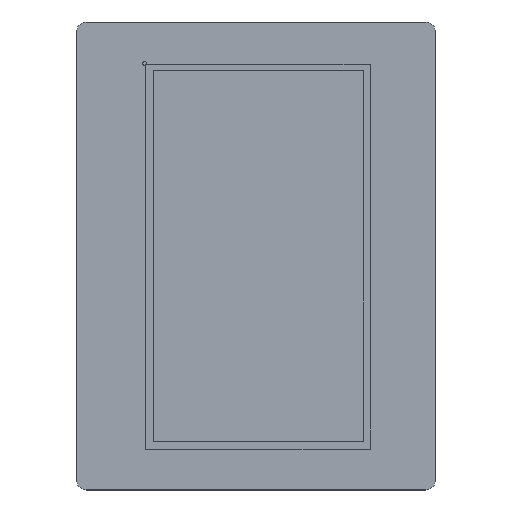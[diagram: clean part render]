
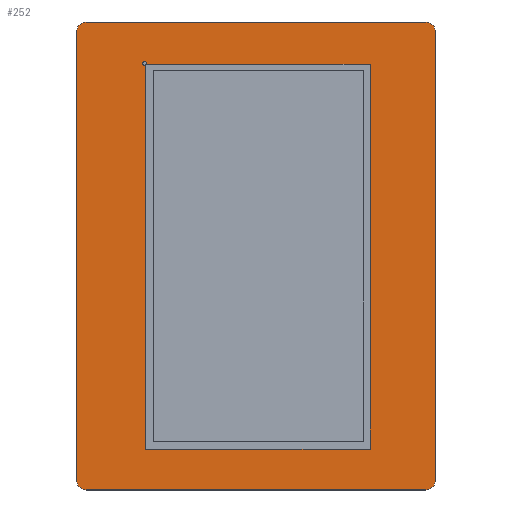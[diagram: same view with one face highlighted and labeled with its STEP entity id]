
A CAD part, top view. The second image highlights one B-rep face of the part: STEP entity #252.
In plain terms, the highlighted planar face has unit normal (0, 0, 1).
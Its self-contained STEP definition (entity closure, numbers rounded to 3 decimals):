
#12=DIRECTION('',(0.,0.,1.));
#26=VECTOR('',#27,1.);
#27=DIRECTION('',(0.,1.,0.));
#33=VECTOR('',#34,1.);
#34=DIRECTION('',(1.,0.,0.));
#62=DIRECTION('',(0.,-1.,0.));
#154=VERTEX_POINT('',#155);
#155=CARTESIAN_POINT('',(-4.,-98.,10.55));
#158=ORIENTED_EDGE('',*,*,#159,.T.);
#159=EDGE_CURVE('',#154,#160,#162,.T.);
#160=VERTEX_POINT('',#161);
#161=CARTESIAN_POINT('',(-4.,0.5,10.55));
#162=LINE('',#163,#26);
#163=CARTESIAN_POINT('',(-4.,-103.25,10.55));
#175=VERTEX_POINT('',#176);
#176=CARTESIAN_POINT('',(53.5,-98.,10.55));
#179=ORIENTED_EDGE('',*,*,#180,.T.);
#180=EDGE_CURVE('',#175,#154,#181,.T.);
#181=LINE('',#182,#183);
#182=CARTESIAN_POINT('',(-12.875,-98.,10.55));
#183=VECTOR('',#184,1.);
#184=DIRECTION('',(-1.,0.,0.));
#201=EDGE_CURVE('',#175,#202,#204,.T.);
#202=VERTEX_POINT('',#203);
#203=CARTESIAN_POINT('',(53.5,0.7,10.55));
#204=LINE('',#205,#26);
#205=CARTESIAN_POINT('',(53.5,-103.25,10.55));
#217=EDGE_CURVE('',#202,#218,#220,.T.);
#218=VERTEX_POINT('',#219);
#219=CARTESIAN_POINT('',(-3.842,0.7,10.55));
#220=LINE('',#221,#183);
#221=CARTESIAN_POINT('',(-12.875,0.7,10.55));
#240=VERTEX_POINT('',#241);
#241=CARTESIAN_POINT('',(-3.8,0.9,10.55));
#245=EDGE_CURVE('',#240,#160,#246,.T.);
#246=CIRCLE('',#247,0.5);
#247=AXIS2_PLACEMENT_3D('',#248,#12,#34);
#248=CARTESIAN_POINT('',(-4.3,0.9,10.55));
#252=ADVANCED_FACE('',(#253,#308),#315,.T.);
#253=FACE_BOUND('',#254,.T.);
#254=EDGE_LOOP('',(#255,#263,#271,#277,#285,#291,#298,#303));
#255=ORIENTED_EDGE('',*,*,#256,.T.);
#256=EDGE_CURVE('',#257,#259,#261,.T.);
#257=VERTEX_POINT('',#258);
#258=CARTESIAN_POINT('',(70.25,-106.,10.55));
#259=VERTEX_POINT('',#260);
#260=CARTESIAN_POINT('',(70.25,9.,10.55));
#261=LINE('',#262,#26);
#262=CARTESIAN_POINT('',(70.25,-108.5,10.55));
#263=ORIENTED_EDGE('',*,*,#264,.T.);
#264=EDGE_CURVE('',#259,#265,#267,.T.);
#265=VERTEX_POINT('',#266);
#266=CARTESIAN_POINT('',(67.75,11.5,10.55));
#267=CIRCLE('',#268,2.5);
#268=AXIS2_PLACEMENT_3D('',#269,#270,#62);
#269=CARTESIAN_POINT('',(67.75,9.,10.55));
#270=DIRECTION('',(0.,0.,1.));
#271=ORIENTED_EDGE('',*,*,#272,.F.);
#272=EDGE_CURVE('',#273,#265,#275,.T.);
#273=VERTEX_POINT('',#274);
#274=CARTESIAN_POINT('',(-19.25,11.5,10.55));
#275=LINE('',#276,#33);
#276=CARTESIAN_POINT('',(-21.75,11.5,10.55));
#277=ORIENTED_EDGE('',*,*,#278,.F.);
#278=EDGE_CURVE('',#279,#273,#281,.T.);
#279=VERTEX_POINT('',#280);
#280=CARTESIAN_POINT('',(-21.75,9.,10.55));
#281=CIRCLE('',#282,2.5);
#282=AXIS2_PLACEMENT_3D('',#283,#284,#62);
#283=CARTESIAN_POINT('',(-19.25,9.,10.55));
#284=DIRECTION('',(0.,0.,-1.));
#285=ORIENTED_EDGE('',*,*,#286,.F.);
#286=EDGE_CURVE('',#287,#279,#289,.T.);
#287=VERTEX_POINT('',#288);
#288=CARTESIAN_POINT('',(-21.75,-106.,10.55));
#289=LINE('',#290,#26);
#290=CARTESIAN_POINT('',(-21.75,-108.5,10.55));
#291=ORIENTED_EDGE('',*,*,#292,.T.);
#292=EDGE_CURVE('',#287,#293,#295,.T.);
#293=VERTEX_POINT('',#294);
#294=CARTESIAN_POINT('',(-19.25,-108.5,10.55));
#295=CIRCLE('',#296,2.5);
#296=AXIS2_PLACEMENT_3D('',#297,#270,#62);
#297=CARTESIAN_POINT('',(-19.25,-106.,10.55));
#298=ORIENTED_EDGE('',*,*,#299,.T.);
#299=EDGE_CURVE('',#293,#300,#302,.T.);
#300=VERTEX_POINT('',#301);
#301=CARTESIAN_POINT('',(67.75,-108.5,10.55));
#302=LINE('',#290,#33);
#303=ORIENTED_EDGE('',*,*,#304,.T.);
#304=EDGE_CURVE('',#300,#257,#305,.T.);
#305=CIRCLE('',#306,2.5);
#306=AXIS2_PLACEMENT_3D('',#307,#270,#62);
#307=CARTESIAN_POINT('',(67.75,-106.,10.55));
#308=FACE_BOUND('',#309,.T.);
#309=EDGE_LOOP('',(#310,#179,#158,#311,#312,#314));
#310=ORIENTED_EDGE('',*,*,#201,.F.);
#311=ORIENTED_EDGE('',*,*,#245,.F.);
#312=ORIENTED_EDGE('',*,*,#313,.F.);
#313=EDGE_CURVE('',#218,#240,#246,.T.);
#314=ORIENTED_EDGE('',*,*,#217,.F.);
#315=PLANE('',#316);
#316=AXIS2_PLACEMENT_3D('',#290,#12,#34);
